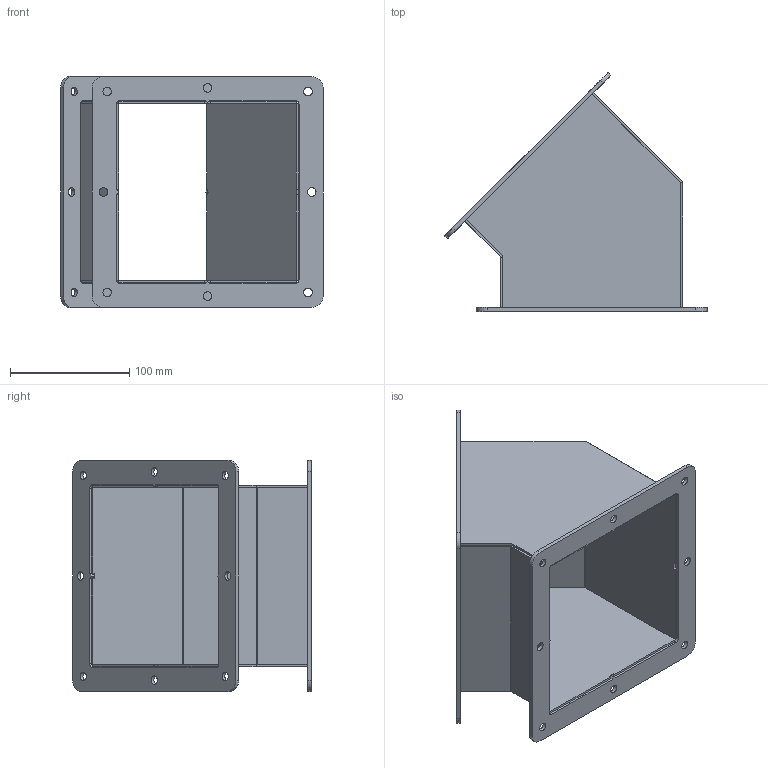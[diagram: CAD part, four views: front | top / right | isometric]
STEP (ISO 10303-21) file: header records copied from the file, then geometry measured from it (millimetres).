
FILE_DESCRIPTION((''),'2;1');
FILE_NAME('SSJWL456.stp','2013-01-02T08:15:22',('kadelman'),(''),'Autodesk Inventor 2012','Autodesk Inventor 2012','');
FILE_SCHEMA(('AUTOMOTIVE_DESIGN { 1 0 10303 214 1 1 1 1 }'));
Length unit declared in the file: inch
Products named in the file (5): SSJWL45_-assm; SSJWL456BT; SSJWL456TB; SSJWL456AX; SSJW6RINGP
Assembly tree (6 placements, depth 2):
  SSJWL45_-assm
    SSJWL456BT
    SSJWL456TB  x2
    SSJWL456AX
    SSJW6RINGP  x2
Bounding box: 219.88 x 200.2 x 193.68 mm (x, y, z)
Volume: 255538.4 mm3; surface area: 248640.5 mm2
Topology: 6 solids, 6 shells, 146 faces, 386 edges, 252 vertices
Faces by surface type: plane 110, cylinder 36
Full cylindrical faces by diameter (mm): 7.144 x16
Entity records: 3120 total; most frequent: CARTESIAN_POINT 501, DIRECTION 489, ORIENTED_EDGE 474, EDGE_CURVE 237, VECTOR 197, LINE 197, VERTEX_POINT 158, AXIS2_PLACEMENT_3D 146
